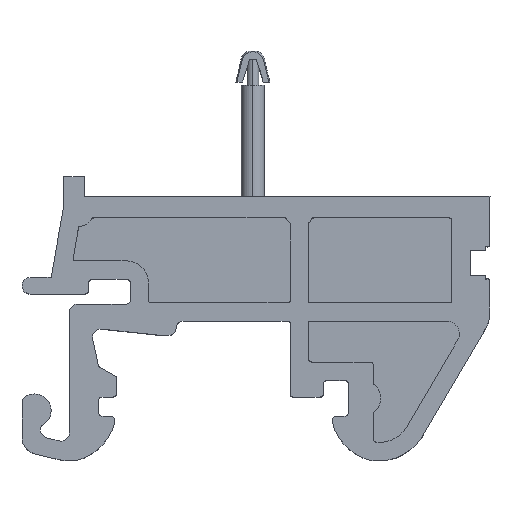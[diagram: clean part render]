
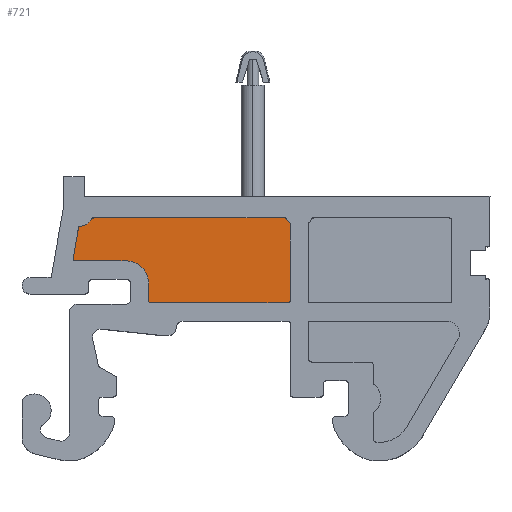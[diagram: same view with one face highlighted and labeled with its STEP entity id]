
A CAD part, top view. The second image highlights one B-rep face of the part: STEP entity #721.
In plain terms, the highlighted planar face has unit normal (0, 0, 1).
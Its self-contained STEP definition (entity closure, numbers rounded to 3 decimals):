
#4 = DIRECTION ( 'NONE',  ( -1., 0., 0. ) ) ;
#64 = CIRCLE ( 'NONE', #3450, 0.123 ) ;
#105 = CARTESIAN_POINT ( 'NONE',  ( 87.099, 64.117, 3.9 ) ) ;
#121 = CARTESIAN_POINT ( 'NONE',  ( 86.366, 64.526, 3.9 ) ) ;
#132 = ORIENTED_EDGE ( 'NONE', *, *, #2009, .T. ) ;
#184 = DIRECTION ( 'NONE',  ( 0.174, 0.985, 0. ) ) ;
#224 = VERTEX_POINT ( 'NONE', #2821 ) ;
#231 = ORIENTED_EDGE ( 'NONE', *, *, #743, .F. ) ;
#287 = VECTOR ( 'NONE', #5055, 1000. ) ;
#290 = CARTESIAN_POINT ( 'NONE',  ( 98.664, 64.117, 3.9 ) ) ;
#346 = DIRECTION ( 'NONE',  ( -1., 0., 0. ) ) ;
#382 = ORIENTED_EDGE ( 'NONE', *, *, #6079, .F. ) ;
#519 = CIRCLE ( 'NONE', #5521, 0.839 ) ;
#521 = CIRCLE ( 'NONE', #5813, 0.123 ) ;
#558 = CIRCLE ( 'NONE', #5409, 0.123 ) ;
#564 = ORIENTED_EDGE ( 'NONE', *, *, #5823, .F. ) ;
#597 = DIRECTION ( 'NONE',  ( 0., 0., -1. ) ) ;
#606 = DIRECTION ( 'NONE',  ( -1., 0., 0. ) ) ;
#657 = VERTEX_POINT ( 'NONE', #4704 ) ;
#674 = ORIENTED_EDGE ( 'NONE', *, *, #1673, .F. ) ;
#695 = ORIENTED_EDGE ( 'NONE', *, *, #2053, .F. ) ;
#721 = ADVANCED_FACE ( 'NONE', ( #4590 ), #4630, .F. ) ;
#743 = EDGE_CURVE ( 'NONE', #4314, #4388, #5901, .T. ) ;
#778 = DIRECTION ( 'NONE',  ( -1., 0., 0. ) ) ;
#788 = EDGE_CURVE ( 'NONE', #2208, #3818, #558, .T. ) ;
#812 = AXIS2_PLACEMENT_3D ( 'NONE', #3750, #827, #4237 ) ;
#827 = DIRECTION ( 'NONE',  ( 0., 0., -1. ) ) ;
#831 = AXIS2_PLACEMENT_3D ( 'NONE', #5022, #2088, #5507 ) ;
#917 = DIRECTION ( 'NONE',  ( 0., -1., 0. ) ) ;
#957 = VECTOR ( 'NONE', #4197, 1000. ) ;
#960 = DIRECTION ( 'NONE',  ( 0., 0., -1. ) ) ;
#984 = VERTEX_POINT ( 'NONE', #1112 ) ;
#997 = ORIENTED_EDGE ( 'NONE', *, *, #1963, .F. ) ;
#1009 = VERTEX_POINT ( 'NONE', #4565 ) ;
#1036 = CARTESIAN_POINT ( 'NONE',  ( 86.428, 63.69, 3.9 ) ) ;
#1073 = CIRCLE ( 'NONE', #831, 0.123 ) ;
#1112 = CARTESIAN_POINT ( 'NONE',  ( 90.468, 60.308, 3.9 ) ) ;
#1170 = CARTESIAN_POINT ( 'NONE',  ( 90.591, 59.149, 3.9 ) ) ;
#1172 = DIRECTION ( 'NONE',  ( 0., 0., -1. ) ) ;
#1188 = DIRECTION ( 'NONE',  ( -1., 0., 0. ) ) ;
#1231 = CIRCLE ( 'NONE', #5638, 1.332 ) ;
#1287 = CARTESIAN_POINT ( 'NONE',  ( 86.12, 61.764, 3.9 ) ) ;
#1298 = CARTESIAN_POINT ( 'NONE',  ( 0., 59.149, 3.9 ) ) ;
#1376 = EDGE_CURVE ( 'NONE', #4569, #984, #1231, .T. ) ;
#1572 = CARTESIAN_POINT ( 'NONE',  ( 89.136, 60.308, 3.9 ) ) ;
#1608 = CARTESIAN_POINT ( 'NONE',  ( 98.854, 63.832, 3.9 ) ) ;
#1616 = VERTEX_POINT ( 'NONE', #290 ) ;
#1619 = CARTESIAN_POINT ( 'NONE',  ( 0., 61.64, 3.9 ) ) ;
#1662 = CARTESIAN_POINT ( 'NONE',  ( 87.206, 64.057, 3.9 ) ) ;
#1673 = EDGE_CURVE ( 'NONE', #4134, #4314, #3593, .T. ) ;
#1710 = CARTESIAN_POINT ( 'NONE',  ( 0., 0., 3.9 ) ) ;
#1753 = DIRECTION ( 'NONE',  ( 0., 0., -1. ) ) ;
#1773 = ORIENTED_EDGE ( 'NONE', *, *, #6064, .F. ) ;
#1870 = EDGE_CURVE ( 'NONE', #4735, #3508, #519, .T. ) ;
#1963 = EDGE_CURVE ( 'NONE', #3651, #2208, #2257, .T. ) ;
#1986 = ORIENTED_EDGE ( 'NONE', *, *, #2332, .F. ) ;
#2009 = EDGE_CURVE ( 'NONE', #1009, #1616, #4544, .T. ) ;
#2018 = DIRECTION ( 'NONE',  ( -1., 0., 0. ) ) ;
#2053 = EDGE_CURVE ( 'NONE', #4388, #3204, #4250, .T. ) ;
#2088 = DIRECTION ( 'NONE',  ( 0., 0., -1. ) ) ;
#2091 = EDGE_CURVE ( 'NONE', #4735, #224, #2951, .T. ) ;
#2104 = CARTESIAN_POINT ( 'NONE',  ( 90.468, 0., 3.9 ) ) ;
#2150 = DIRECTION ( 'NONE',  ( -1., 0., 0. ) ) ;
#2208 = VERTEX_POINT ( 'NONE', #3124 ) ;
#2257 = LINE ( 'NONE', #4305, #6002 ) ;
#2332 = EDGE_CURVE ( 'NONE', #224, #4782, #4159, .T. ) ;
#2599 = DIRECTION ( 'NONE',  ( 0., 1., 0. ) ) ;
#2645 = CARTESIAN_POINT ( 'NONE',  ( 98.731, 59.272, 3.9 ) ) ;
#2684 = CARTESIAN_POINT ( 'NONE',  ( 85.998, 61.785, 3.9 ) ) ;
#2742 = CARTESIAN_POINT ( 'NONE',  ( 0., 64.181, 3.9 ) ) ;
#2821 = CARTESIAN_POINT ( 'NONE',  ( 87.206, 64.181, 3.9 ) ) ;
#2886 = VECTOR ( 'NONE', #6161, 1000. ) ;
#2919 = DIRECTION ( 'NONE',  ( 0., 0., -1. ) ) ;
#2924 = EDGE_CURVE ( 'NONE', #4782, #1616, #3709, .T. ) ;
#2951 = CIRCLE ( 'NONE', #6060, 0.123 ) ;
#3017 = ORIENTED_EDGE ( 'NONE', *, *, #788, .F. ) ;
#3123 = AXIS2_PLACEMENT_3D ( 'NONE', #3877, #960, #4367 ) ;
#3124 = CARTESIAN_POINT ( 'NONE',  ( 98.854, 59.272, 3.9 ) ) ;
#3197 = LINE ( 'NONE', #1619, #287 ) ;
#3204 = VERTEX_POINT ( 'NONE', #4058 ) ;
#3275 = DIRECTION ( 'NONE',  ( 0., 0., -1. ) ) ;
#3318 = CARTESIAN_POINT ( 'NONE',  ( 89.136, 61.64, 3.9 ) ) ;
#3450 = AXIS2_PLACEMENT_3D ( 'NONE', #4094, #1172, #4585 ) ;
#3508 = VERTEX_POINT ( 'NONE', #1036 ) ;
#3529 = DIRECTION ( 'NONE',  ( 0., 0., -1. ) ) ;
#3588 = CARTESIAN_POINT ( 'NONE',  ( 72.839, -12.844, 3.9 ) ) ;
#3593 = CIRCLE ( 'NONE', #812, 0.123 ) ;
#3651 = VERTEX_POINT ( 'NONE', #1608 ) ;
#3707 = EDGE_CURVE ( 'NONE', #3818, #4852, #5990, .T. ) ;
#3709 = CIRCLE ( 'NONE', #4278, 0.123 ) ;
#3750 = CARTESIAN_POINT ( 'NONE',  ( 86.12, 61.764, 3.9 ) ) ;
#3788 = AXIS2_PLACEMENT_3D ( 'NONE', #1287, #4607, #1188 ) ;
#3818 = VERTEX_POINT ( 'NONE', #4333 ) ;
#3824 = ORIENTED_EDGE ( 'NONE', *, *, #2091, .F. ) ;
#3877 = CARTESIAN_POINT ( 'NONE',  ( 99.397, 64.526, 3.9 ) ) ;
#3898 = EDGE_LOOP ( 'NONE', ( #695, #231, #674, #382, #5545, #1773, #5915, #5499, #3017, #997, #564, #132, #5477, #1986, #3824, #4276, #5611 ) ) ;
#4058 = CARTESIAN_POINT ( 'NONE',  ( 86.316, 63.588, 3.9 ) ) ;
#4087 = DIRECTION ( 'NONE',  ( 0., 0., -1. ) ) ;
#4089 = AXIS2_PLACEMENT_3D ( 'NONE', #1710, #1753, #5172 ) ;
#4094 = CARTESIAN_POINT ( 'NONE',  ( 86.437, 63.567, 3.9 ) ) ;
#4134 = VERTEX_POINT ( 'NONE', #4562 ) ;
#4159 = LINE ( 'NONE', #2742, #2886 ) ;
#4197 = DIRECTION ( 'NONE',  ( -1., 0., 0. ) ) ;
#4237 = DIRECTION ( 'NONE',  ( -1., 0., 0. ) ) ;
#4250 = LINE ( 'NONE', #3588, #5542 ) ;
#4276 = ORIENTED_EDGE ( 'NONE', *, *, #1870, .T. ) ;
#4278 = AXIS2_PLACEMENT_3D ( 'NONE', #6198, #3275, #346 ) ;
#4305 = CARTESIAN_POINT ( 'NONE',  ( 98.854, 0., 3.9 ) ) ;
#4314 = VERTEX_POINT ( 'NONE', #4731 ) ;
#4333 = CARTESIAN_POINT ( 'NONE',  ( 98.731, 59.149, 3.9 ) ) ;
#4367 = DIRECTION ( 'NONE',  ( -1., 0., 0. ) ) ;
#4388 = VERTEX_POINT ( 'NONE', #2684 ) ;
#4544 = CIRCLE ( 'NONE', #3123, 0.839 ) ;
#4562 = CARTESIAN_POINT ( 'NONE',  ( 86.12, 61.64, 3.9 ) ) ;
#4565 = CARTESIAN_POINT ( 'NONE',  ( 98.816, 63.921, 3.9 ) ) ;
#4569 = VERTEX_POINT ( 'NONE', #3318 ) ;
#4585 = DIRECTION ( 'NONE',  ( -1., 0., 0. ) ) ;
#4590 = FACE_OUTER_BOUND ( 'NONE', #3898, .T. ) ;
#4607 = DIRECTION ( 'NONE',  ( 0., 0., -1. ) ) ;
#4630 = PLANE ( 'NONE',  #4089 ) ;
#4704 = CARTESIAN_POINT ( 'NONE',  ( 90.468, 59.272, 3.9 ) ) ;
#4731 = CARTESIAN_POINT ( 'NONE',  ( 85.996, 61.764, 3.9 ) ) ;
#4735 = VERTEX_POINT ( 'NONE', #105 ) ;
#4782 = VERTEX_POINT ( 'NONE', #6003 ) ;
#4852 = VERTEX_POINT ( 'NONE', #1170 ) ;
#5022 = CARTESIAN_POINT ( 'NONE',  ( 90.591, 59.272, 3.9 ) ) ;
#5055 = DIRECTION ( 'NONE',  ( -1., 0., 0. ) ) ;
#5079 = DIRECTION ( 'NONE',  ( 0., 0., -1. ) ) ;
#5092 = EDGE_CURVE ( 'NONE', #4852, #657, #1073, .T. ) ;
#5172 = DIRECTION ( 'NONE',  ( -1., 0., 0. ) ) ;
#5175 = EDGE_CURVE ( 'NONE', #3204, #3508, #64, .T. ) ;
#5409 = AXIS2_PLACEMENT_3D ( 'NONE', #2645, #4087, #778 ) ;
#5471 = VECTOR ( 'NONE', #2599, 1000. ) ;
#5477 = ORIENTED_EDGE ( 'NONE', *, *, #2924, .F. ) ;
#5499 = ORIENTED_EDGE ( 'NONE', *, *, #3707, .F. ) ;
#5507 = DIRECTION ( 'NONE',  ( -1., 0., 0. ) ) ;
#5521 = AXIS2_PLACEMENT_3D ( 'NONE', #121, #3529, #606 ) ;
#5542 = VECTOR ( 'NONE', #184, 1000. ) ;
#5545 = ORIENTED_EDGE ( 'NONE', *, *, #1376, .T. ) ;
#5611 = ORIENTED_EDGE ( 'NONE', *, *, #5175, .F. ) ;
#5638 = AXIS2_PLACEMENT_3D ( 'NONE', #1572, #597, #2018 ) ;
#5813 = AXIS2_PLACEMENT_3D ( 'NONE', #5844, #2919, #4 ) ;
#5823 = EDGE_CURVE ( 'NONE', #1009, #3651, #521, .T. ) ;
#5844 = CARTESIAN_POINT ( 'NONE',  ( 98.731, 63.832, 3.9 ) ) ;
#5901 = CIRCLE ( 'NONE', #3788, 0.123 ) ;
#5915 = ORIENTED_EDGE ( 'NONE', *, *, #5092, .F. ) ;
#5939 = LINE ( 'NONE', #2104, #5471 ) ;
#5990 = LINE ( 'NONE', #1298, #957 ) ;
#6002 = VECTOR ( 'NONE', #917, 1000. ) ;
#6003 = CARTESIAN_POINT ( 'NONE',  ( 98.557, 64.181, 3.9 ) ) ;
#6060 = AXIS2_PLACEMENT_3D ( 'NONE', #1662, #5079, #2150 ) ;
#6064 = EDGE_CURVE ( 'NONE', #657, #984, #5939, .T. ) ;
#6079 = EDGE_CURVE ( 'NONE', #4569, #4134, #3197, .T. ) ;
#6161 = DIRECTION ( 'NONE',  ( 1., 0., 0. ) ) ;
#6198 = CARTESIAN_POINT ( 'NONE',  ( 98.557, 64.057, 3.9 ) ) ;
